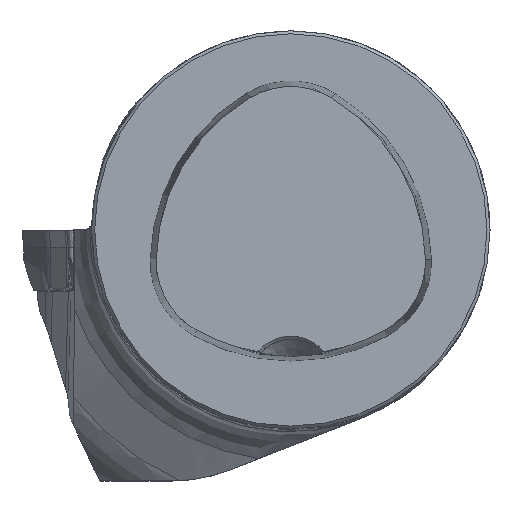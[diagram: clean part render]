
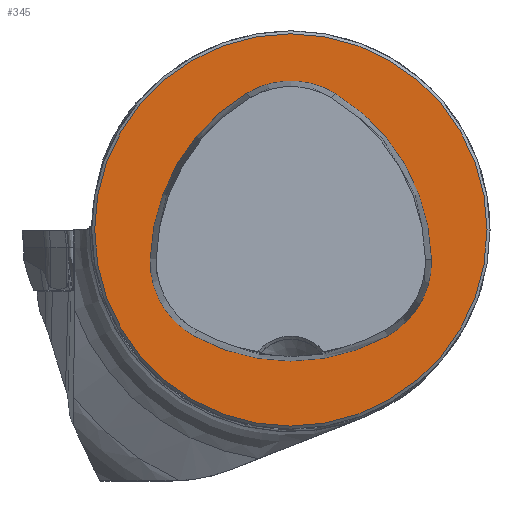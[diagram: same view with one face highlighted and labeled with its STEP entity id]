
A CAD part, top view. The second image highlights one B-rep face of the part: STEP entity #345.
In plain terms, the highlighted planar face has unit normal (0, 0, 1).
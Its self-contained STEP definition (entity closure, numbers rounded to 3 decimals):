
#86=FACE_BOUND('',#681,.T.);
#87=FACE_BOUND('',#682,.T.);
#232=PLANE('',#2973);
#345=ADVANCED_FACE('CU_FL_N1_SU_1',(#86,#87),#232,.T.);
#681=EDGE_LOOP('',(#1497,#1498,#1499,#1500,#1501,#1502));
#682=EDGE_LOOP('',(#1503));
#780=CIRCLE('',#2964,20.063);
#782=CIRCLE('',#2967,20.063);
#783=CIRCLE('',#2968,8.563);
#784=CIRCLE('',#2969,20.063);
#785=CIRCLE('',#2970,8.563);
#786=CIRCLE('',#2971,8.563);
#787=CIRCLE('',#2972,19.7);
#1497=ORIENTED_EDGE('',*,*,#2361,.F.);
#1498=ORIENTED_EDGE('',*,*,#2362,.F.);
#1499=ORIENTED_EDGE('',*,*,#2363,.F.);
#1500=ORIENTED_EDGE('',*,*,#2364,.F.);
#1501=ORIENTED_EDGE('',*,*,#2358,.F.);
#1502=ORIENTED_EDGE('',*,*,#2365,.F.);
#1503=ORIENTED_EDGE('',*,*,#2366,.T.);
#2007=VERTEX_POINT('',#5747);
#2008=VERTEX_POINT('',#5749);
#2010=VERTEX_POINT('',#5755);
#2011=VERTEX_POINT('',#5756);
#2012=VERTEX_POINT('',#5758);
#2013=VERTEX_POINT('',#5760);
#2014=VERTEX_POINT('',#5764);
#2358=EDGE_CURVE('',#2007,#2008,#780,.T.);
#2361=EDGE_CURVE('',#2010,#2011,#782,.T.);
#2362=EDGE_CURVE('',#2012,#2010,#783,.T.);
#2363=EDGE_CURVE('',#2013,#2012,#784,.T.);
#2364=EDGE_CURVE('',#2008,#2013,#785,.T.);
#2365=EDGE_CURVE('',#2011,#2007,#786,.T.);
#2366=EDGE_CURVE('',#2014,#2014,#787,.T.);
#2964=AXIS2_PLACEMENT_3D('',#5748,#3442,#3443);
#2967=AXIS2_PLACEMENT_3D('',#5754,#3449,#3450);
#2968=AXIS2_PLACEMENT_3D('',#5757,#3451,#3452);
#2969=AXIS2_PLACEMENT_3D('',#5759,#3453,#3454);
#2970=AXIS2_PLACEMENT_3D('',#5761,#3455,#3456);
#2971=AXIS2_PLACEMENT_3D('',#5762,#3457,#3458);
#2972=AXIS2_PLACEMENT_3D('',#5763,#3459,#3460);
#2973=AXIS2_PLACEMENT_3D('',#5765,#3461,#3462);
#3442=DIRECTION('',(0.,0.,1.));
#3443=DIRECTION('',(1.,0.,0.));
#3449=DIRECTION('',(0.,0.,1.));
#3450=DIRECTION('',(1.,0.,0.));
#3451=DIRECTION('',(0.,0.,1.));
#3452=DIRECTION('',(1.,0.,0.));
#3453=DIRECTION('',(0.,0.,1.));
#3454=DIRECTION('',(1.,0.,0.));
#3455=DIRECTION('',(0.,0.,1.));
#3456=DIRECTION('',(1.,0.,0.));
#3457=DIRECTION('',(0.,0.,1.));
#3458=DIRECTION('',(1.,0.,0.));
#3459=DIRECTION('',(0.,0.,1.));
#3460=DIRECTION('',(1.,0.,0.));
#3461=DIRECTION('',(0.,0.,1.));
#3462=DIRECTION('',(1.,0.,0.));
#5747=CARTESIAN_POINT('',(-9.704,-10.66,0.));
#5748=CARTESIAN_POINT('',(0.,6.9,0.));
#5749=CARTESIAN_POINT('',(9.704,-10.66,0.));
#5754=CARTESIAN_POINT('',(5.934,-3.451,0.));
#5755=CARTESIAN_POINT('',(-4.418,13.735,0.));
#5756=CARTESIAN_POINT('',(-14.123,-2.953,0.));
#5757=CARTESIAN_POINT('',(0.,6.4,0.));
#5758=CARTESIAN_POINT('',(4.418,13.735,0.));
#5759=CARTESIAN_POINT('',(-5.934,-3.451,0.));
#5760=CARTESIAN_POINT('',(14.123,-2.953,0.));
#5761=CARTESIAN_POINT('',(5.562,-3.165,0.));
#5762=CARTESIAN_POINT('',(-5.562,-3.165,0.));
#5763=CARTESIAN_POINT('',(0.,0.,0.));
#5764=CARTESIAN_POINT('',(19.7,0.,0.));
#5765=CARTESIAN_POINT('',(0.,0.,0.));
